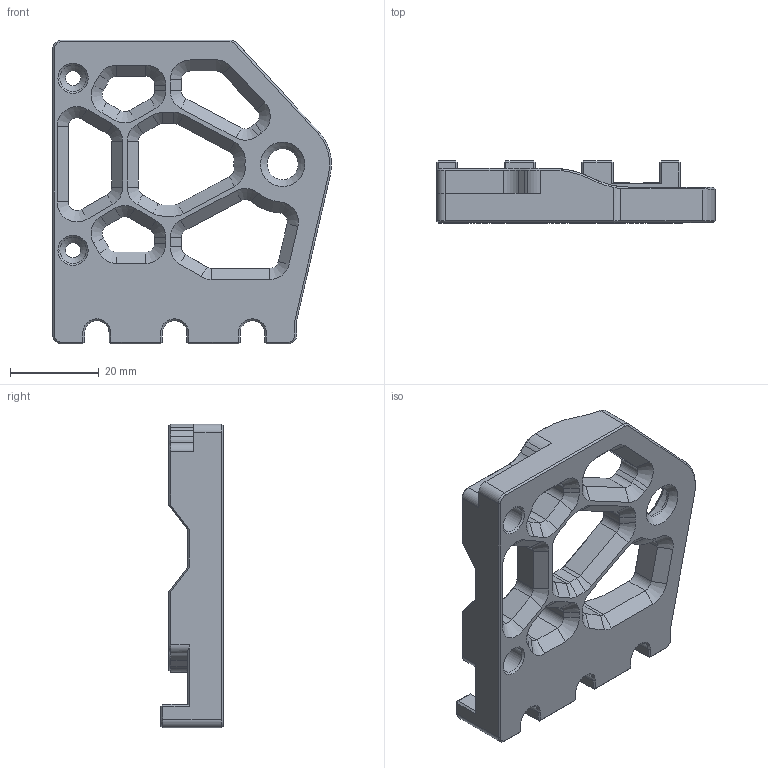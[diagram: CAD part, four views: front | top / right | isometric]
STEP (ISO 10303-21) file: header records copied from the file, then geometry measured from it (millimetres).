
FILE_DESCRIPTION(/* description */ (''),/* implementation_level */ '2;1');
FILE_NAME(/* name */ '625_hd_fairing_rev14.step',/* time_stamp */ '2020-01-07T00:42:00+02:00',/* author */ (''),/* organization */ (''),/* preprocessor_version */ 'ST-DEVELOPER v18',/* originating_system */ 'Autodesk Translation Framework v8.12.0.6',/* authorisation */ '');
FILE_SCHEMA (('AUTOMOTIVE_DESIGN { 1 0 10303 214 3 1 1 }'));
Length unit declared in the file: millimetre
Products named in the file (1): Fairing
Bounding box: 62.83 x 14 x 68.5 mm (x, y, z)
Volume: 22696.3 mm3; surface area: 11275.4 mm2
Topology: 1 solids, 1 shells, 453 faces, 1081 edges, 626 vertices
Faces by surface type: plane 248, cone 94, cylinder 60, bspline 51
Full cylindrical faces by diameter (mm): 3.4 x2, 6 x2, 7 x1, 16.125 x1
Entity records: 13766 total; most frequent: CARTESIAN_POINT 3586, ORIENTED_EDGE 2162, DIRECTION 1984, EDGE_CURVE 1081, LINE 760, VECTOR 760, VERTEX_POINT 626, AXIS2_PLACEMENT_3D 612
